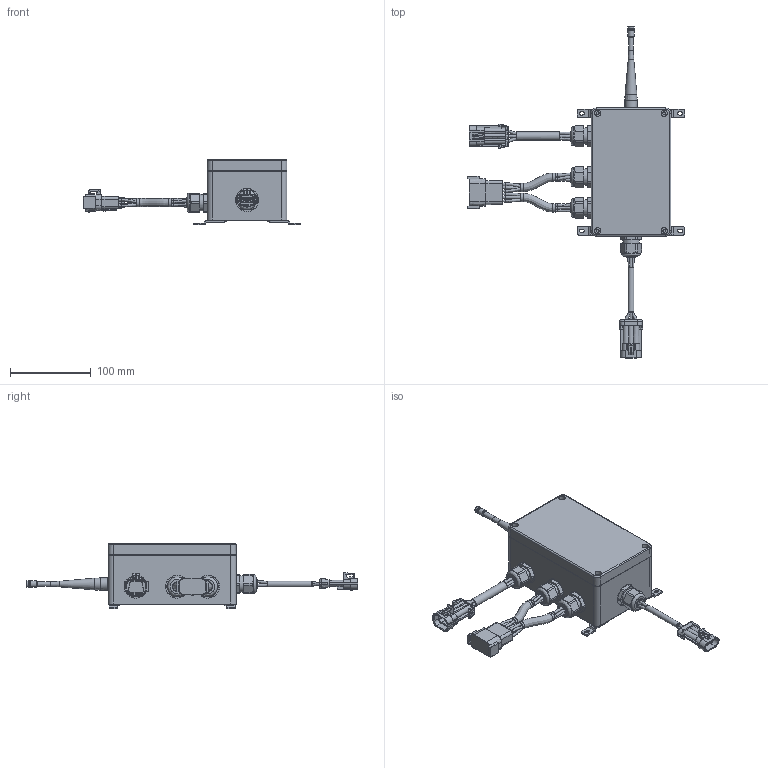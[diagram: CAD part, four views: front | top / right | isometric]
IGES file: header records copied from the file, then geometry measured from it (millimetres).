
Global section: file name: RECEIVER-MODULE.igs; preprocessor: I-DEAS 3D IGES Translator 15; date: 20111207.103517; units: inch
Bounding box: 269.58 x 412.27 x 81.12 mm (x, y, z)
Volume: 388501.3 mm3; surface area: 225871.8 mm2
Topology: 20 solids, 20 shells, 1363 faces, 3361 edges, 2171 vertices
Faces by surface type: bspline 1363
